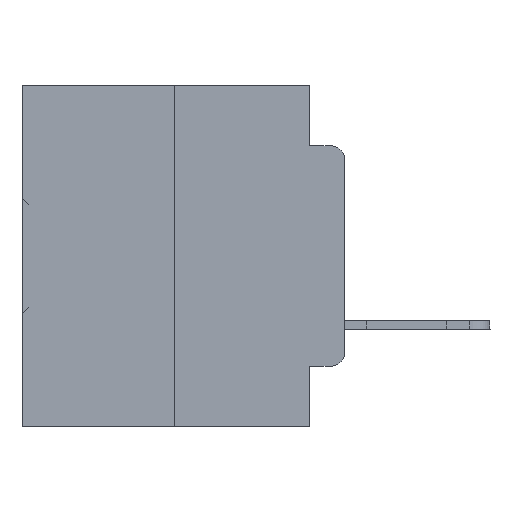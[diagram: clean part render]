
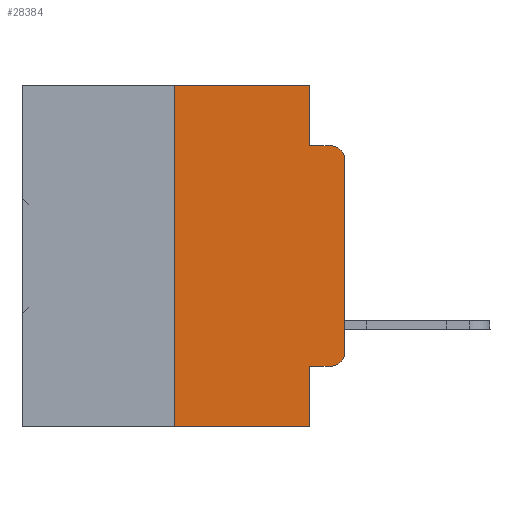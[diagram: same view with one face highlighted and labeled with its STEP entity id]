
A CAD part, left-side view. The second image highlights one B-rep face of the part: STEP entity #28384.
In plain terms, the highlighted planar face has unit normal (-1, 0, 0).
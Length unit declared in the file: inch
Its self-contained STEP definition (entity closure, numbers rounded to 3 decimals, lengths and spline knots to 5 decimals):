
#232 = EDGE_LOOP ( 'NONE', ( #12016, #21251, #32819, #3055, #4819, #28030, #35745, #6178, #23947, #4470 ) ) ;
#391 = VERTEX_POINT ( 'NONE', #15962 ) ;
#735 = CARTESIAN_POINT ( 'NONE',  ( 0., 0.051, 0. ) ) ;
#880 = DIRECTION ( 'NONE',  ( 0., -1., 0. ) ) ;
#1087 = DIRECTION ( 'NONE',  ( 0., -1., 0. ) ) ;
#1494 = DIRECTION ( 'NONE',  ( 1., 0., 0. ) ) ;
#3055 = ORIENTED_EDGE ( 'NONE', *, *, #27946, .F. ) ;
#3155 = EDGE_CURVE ( 'NONE', #32301, #20623, #10048, .T. ) ;
#3247 = VERTEX_POINT ( 'NONE', #19211 ) ;
#3395 = CARTESIAN_POINT ( 'NONE',  ( 0., 0.051, -0.5 ) ) ;
#4061 = EDGE_CURVE ( 'NONE', #3247, #34276, #29639, .T. ) ;
#4091 = LINE ( 'NONE', #5292, #16700 ) ;
#4140 = DIRECTION ( 'NONE',  ( 0., 0., -1. ) ) ;
#4381 = DIRECTION ( 'NONE',  ( 0., 0., -1. ) ) ;
#4470 = ORIENTED_EDGE ( 'NONE', *, *, #3155, .T. ) ;
#4511 = CARTESIAN_POINT ( 'NONE',  ( 0., 0.02, -0.3915 ) ) ;
#4782 = EDGE_CURVE ( 'NONE', #21138, #18589, #35008, .T. ) ;
#4819 = ORIENTED_EDGE ( 'NONE', *, *, #21074, .F. ) ;
#4946 = CARTESIAN_POINT ( 'NONE',  ( 0., 0.25, -0.5 ) ) ;
#5292 = CARTESIAN_POINT ( 'NONE',  ( 0., 0.051, 0. ) ) ;
#6178 = ORIENTED_EDGE ( 'NONE', *, *, #20851, .F. ) ;
#7062 = AXIS2_PLACEMENT_3D ( 'NONE', #4511, #16223, #4381 ) ;
#8178 = DIRECTION ( 'NONE',  ( 0., 0., -1. ) ) ;
#8225 = VERTEX_POINT ( 'NONE', #23055 ) ;
#9002 = VECTOR ( 'NONE', #32116, 39.37008 ) ;
#9980 = CARTESIAN_POINT ( 'NONE',  ( 0., 0.051, -0.0885 ) ) ;
#10048 = CIRCLE ( 'NONE', #7062, 0.02 ) ;
#10243 = FACE_OUTER_BOUND ( 'NONE', #232, .T. ) ;
#10968 = VERTEX_POINT ( 'NONE', #735 ) ;
#11140 = LINE ( 'NONE', #28786, #21440 ) ;
#11762 = EDGE_CURVE ( 'NONE', #34975, #34276, #29592, .T. ) ;
#12016 = ORIENTED_EDGE ( 'NONE', *, *, #17892, .T. ) ;
#13003 = AXIS2_PLACEMENT_3D ( 'NONE', #13425, #36583, #16911 ) ;
#13425 = CARTESIAN_POINT ( 'NONE',  ( 0., 0.02, -0.1085 ) ) ;
#15962 = CARTESIAN_POINT ( 'NONE',  ( 0., 0.25, 0. ) ) ;
#16223 = DIRECTION ( 'NONE',  ( -1., 0., 0. ) ) ;
#16700 = VECTOR ( 'NONE', #8178, 39.37008 ) ;
#16911 = DIRECTION ( 'NONE',  ( 0., 0., -1. ) ) ;
#16929 = VECTOR ( 'NONE', #21642, 39.37008 ) ;
#17729 = VECTOR ( 'NONE', #32258, 39.37008 ) ;
#17892 = EDGE_CURVE ( 'NONE', #20623, #34975, #11140, .T. ) ;
#18171 = CARTESIAN_POINT ( 'NONE',  ( 0., 0.02, -0.4115 ) ) ;
#18483 = PLANE ( 'NONE',  #22018 ) ;
#18589 = VERTEX_POINT ( 'NONE', #3395 ) ;
#19211 = CARTESIAN_POINT ( 'NONE',  ( 0., 0.051, -0.0885 ) ) ;
#19238 = EDGE_CURVE ( 'NONE', #8225, #32301, #21755, .T. ) ;
#20623 = VERTEX_POINT ( 'NONE', #25246 ) ;
#20801 = CARTESIAN_POINT ( 'NONE',  ( 0., 0.473, -0.5 ) ) ;
#20851 = EDGE_CURVE ( 'NONE', #8225, #18589, #4091, .T. ) ;
#21074 = EDGE_CURVE ( 'NONE', #391, #10968, #32403, .T. ) ;
#21138 = VERTEX_POINT ( 'NONE', #4946 ) ;
#21152 = VECTOR ( 'NONE', #1087, 39.37008 ) ;
#21251 = ORIENTED_EDGE ( 'NONE', *, *, #11762, .T. ) ;
#21440 = VECTOR ( 'NONE', #34694, 39.37008 ) ;
#21642 = DIRECTION ( 'NONE',  ( 0., 0., -1. ) ) ;
#21755 = LINE ( 'NONE', #29083, #17729 ) ;
#22018 = AXIS2_PLACEMENT_3D ( 'NONE', #32937, #1494, #4140 ) ;
#22274 = VECTOR ( 'NONE', #27714, 39.37008 ) ;
#23055 = CARTESIAN_POINT ( 'NONE',  ( 0., 0.051, -0.4115 ) ) ;
#23382 = CARTESIAN_POINT ( 'NONE',  ( 0., 0.02, -0.0885 ) ) ;
#23947 = ORIENTED_EDGE ( 'NONE', *, *, #19238, .T. ) ;
#25246 = CARTESIAN_POINT ( 'NONE',  ( 0., 0., -0.3915 ) ) ;
#26964 = CARTESIAN_POINT ( 'NONE',  ( 0., 0.473, 0. ) ) ;
#27714 = DIRECTION ( 'NONE',  ( 0., 0., 1. ) ) ;
#27946 = EDGE_CURVE ( 'NONE', #10968, #3247, #37103, .T. ) ;
#28030 = ORIENTED_EDGE ( 'NONE', *, *, #29081, .F. ) ;
#28384 = ADVANCED_FACE ( 'NONE', ( #10243 ), #18483, .F. ) ;
#28786 = CARTESIAN_POINT ( 'NONE',  ( 0., 0., 0. ) ) ;
#29081 = EDGE_CURVE ( 'NONE', #21138, #391, #36182, .T. ) ;
#29083 = CARTESIAN_POINT ( 'NONE',  ( 0., 0.051, -0.4115 ) ) ;
#29592 = CIRCLE ( 'NONE', #13003, 0.02 ) ;
#29639 = LINE ( 'NONE', #9980, #36835 ) ;
#31251 = CARTESIAN_POINT ( 'NONE',  ( 0., 0., -0.1085 ) ) ;
#32116 = DIRECTION ( 'NONE',  ( 0., -1., 0. ) ) ;
#32258 = DIRECTION ( 'NONE',  ( 0., -1., 0. ) ) ;
#32301 = VERTEX_POINT ( 'NONE', #18171 ) ;
#32403 = LINE ( 'NONE', #26964, #21152 ) ;
#32819 = ORIENTED_EDGE ( 'NONE', *, *, #4061, .F. ) ;
#32937 = CARTESIAN_POINT ( 'NONE',  ( 0., 0.473, 0. ) ) ;
#33212 = CARTESIAN_POINT ( 'NONE',  ( 0., 0.051, 0. ) ) ;
#33858 = CARTESIAN_POINT ( 'NONE',  ( 0., 0.25, 0. ) ) ;
#34276 = VERTEX_POINT ( 'NONE', #23382 ) ;
#34694 = DIRECTION ( 'NONE',  ( 0., 0., 1. ) ) ;
#34975 = VERTEX_POINT ( 'NONE', #31251 ) ;
#35008 = LINE ( 'NONE', #20801, #9002 ) ;
#35745 = ORIENTED_EDGE ( 'NONE', *, *, #4782, .T. ) ;
#36182 = LINE ( 'NONE', #33858, #22274 ) ;
#36583 = DIRECTION ( 'NONE',  ( -1., 0., 0. ) ) ;
#36835 = VECTOR ( 'NONE', #880, 39.37008 ) ;
#37103 = LINE ( 'NONE', #33212, #16929 ) ;
